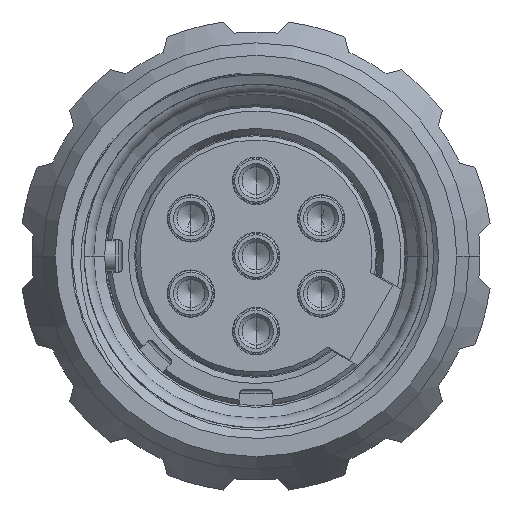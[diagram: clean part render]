
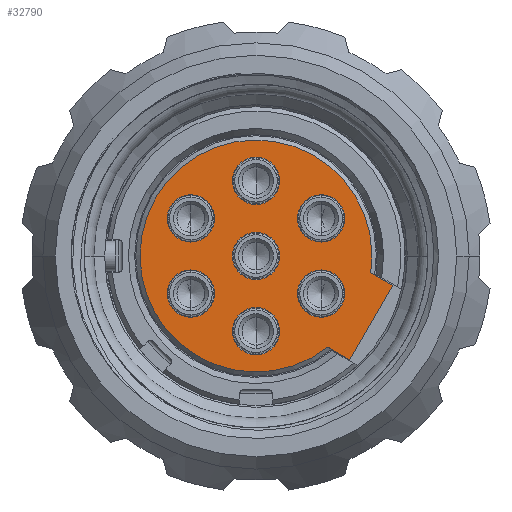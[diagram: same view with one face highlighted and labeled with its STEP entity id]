
A CAD part, left-side view. The second image highlights one B-rep face of the part: STEP entity #32790.
In plain terms, the highlighted face is planar.
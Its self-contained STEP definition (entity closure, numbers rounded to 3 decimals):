
#31392=CARTESIAN_POINT('',(2.5,3.5,0.));
#31393=DIRECTION('',(-1.,0.,0.));
#31394=DIRECTION('',(0.,1.,0.));
#31395=AXIS2_PLACEMENT_3D('',#31392,#31393,#31394);
#31400=CARTESIAN_POINT('',(2.5,3.5,0.));
#31401=DIRECTION('',(-1.,0.,0.));
#31402=DIRECTION('',(0.,-1.,0.));
#31403=AXIS2_PLACEMENT_3D('',#31400,#31401,#31402);
#31408=CARTESIAN_POINT('',(2.5,0.,0.));
#31409=DIRECTION('',(-1.,0.,0.));
#31410=DIRECTION('',(0.,1.,0.));
#31411=AXIS2_PLACEMENT_3D('',#31408,#31409,#31410);
#31416=CARTESIAN_POINT('',(2.5,0.,0.));
#31417=DIRECTION('',(-1.,0.,0.));
#31418=DIRECTION('',(0.,-1.,0.));
#31419=AXIS2_PLACEMENT_3D('',#31416,#31417,#31418);
#31424=CARTESIAN_POINT('',(2.5,-3.5,0.));
#31425=DIRECTION('',(-1.,0.,0.));
#31426=DIRECTION('',(0.,1.,0.));
#31427=AXIS2_PLACEMENT_3D('',#31424,#31425,#31426);
#31432=CARTESIAN_POINT('',(2.5,-3.5,0.));
#31433=DIRECTION('',(-1.,0.,0.));
#31434=DIRECTION('',(0.,-1.,0.));
#31435=AXIS2_PLACEMENT_3D('',#31432,#31433,#31434);
#31440=CARTESIAN_POINT('',(2.5,-1.75,-3.03));
#31441=DIRECTION('',(-1.,0.,0.));
#31442=DIRECTION('',(0.,1.,0.));
#31443=AXIS2_PLACEMENT_3D('',#31440,#31441,#31442);
#31448=CARTESIAN_POINT('',(2.5,-1.75,-3.03));
#31449=DIRECTION('',(-1.,0.,0.));
#31450=DIRECTION('',(0.,-1.,0.));
#31451=AXIS2_PLACEMENT_3D('',#31448,#31449,#31450);
#31456=CARTESIAN_POINT('',(2.5,1.75,-3.03));
#31457=DIRECTION('',(-1.,0.,0.));
#31458=DIRECTION('',(0.,1.,0.));
#31459=AXIS2_PLACEMENT_3D('',#31456,#31457,#31458);
#31464=CARTESIAN_POINT('',(2.5,1.75,-3.03));
#31465=DIRECTION('',(-1.,0.,0.));
#31466=DIRECTION('',(0.,-1.,0.));
#31467=AXIS2_PLACEMENT_3D('',#31464,#31465,#31466);
#31472=CARTESIAN_POINT('',(2.5,1.75,3.03));
#31473=DIRECTION('',(-1.,0.,0.));
#31474=DIRECTION('',(0.,1.,0.));
#31475=AXIS2_PLACEMENT_3D('',#31472,#31473,#31474);
#31480=CARTESIAN_POINT('',(2.5,1.75,3.03));
#31481=DIRECTION('',(-1.,0.,0.));
#31482=DIRECTION('',(0.,-1.,0.));
#31483=AXIS2_PLACEMENT_3D('',#31480,#31481,#31482);
#31488=CARTESIAN_POINT('',(2.5,-1.75,3.03));
#31489=DIRECTION('',(-1.,0.,0.));
#31490=DIRECTION('',(0.,1.,0.));
#31491=AXIS2_PLACEMENT_3D('',#31488,#31489,#31490);
#31496=CARTESIAN_POINT('',(2.5,-1.75,3.03));
#31497=DIRECTION('',(-1.,0.,0.));
#31498=DIRECTION('',(0.,-1.,0.));
#31499=AXIS2_PLACEMENT_3D('',#31496,#31497,#31498);
#31504=DIRECTION('',(0.,0.,1.));
#31505=VECTOR('',#31504,4.);
#31506=CARTESIAN_POINT('',(2.5,-6.2,-2.));
#31507=LINE('2048',#31506,#31505);
#32245=CARTESIAN_POINT('',(2.5,0.,0.));
#32246=DIRECTION('',(-1.,0.,0.));
#32247=DIRECTION('',(0.,-0.929,0.37));
#32248=AXIS2_PLACEMENT_3D('',#32245,#32246,#32247);
#32286=DIRECTION('',(0.,-1.,0.));
#32287=VECTOR('',#32286,1.184);
#32288=CARTESIAN_POINT('',(2.5,-5.016,2.));
#32289=LINE('2164',#32288,#32287);
#32341=DIRECTION('',(0.,1.,0.));
#32342=VECTOR('',#32341,1.184);
#32343=CARTESIAN_POINT('',(2.5,-6.2,-2.));
#32344=LINE('2165',#32343,#32342);
#32389=CARTESIAN_POINT('',(2.5,4.6,0.));
#32390=CARTESIAN_POINT('',(2.5,2.4,0.));
#32391=VERTEX_POINT('',#32389);
#32392=VERTEX_POINT('',#32390);
#32413=CARTESIAN_POINT('',(2.5,1.1,0.));
#32414=CARTESIAN_POINT('',(2.5,-1.1,0.));
#32415=VERTEX_POINT('',#32413);
#32416=VERTEX_POINT('',#32414);
#32437=CARTESIAN_POINT('',(2.5,-2.4,0.));
#32438=CARTESIAN_POINT('',(2.5,-4.6,0.));
#32439=VERTEX_POINT('',#32437);
#32440=VERTEX_POINT('',#32438);
#32461=CARTESIAN_POINT('',(2.5,-0.65,-3.03));
#32462=CARTESIAN_POINT('',(2.5,-2.85,-3.03));
#32463=VERTEX_POINT('',#32461);
#32464=VERTEX_POINT('',#32462);
#32485=CARTESIAN_POINT('',(2.5,2.85,-3.03));
#32486=CARTESIAN_POINT('',(2.5,0.65,-3.03));
#32487=VERTEX_POINT('',#32485);
#32488=VERTEX_POINT('',#32486);
#32509=CARTESIAN_POINT('',(2.5,2.85,3.03));
#32510=CARTESIAN_POINT('',(2.5,0.65,3.03));
#32511=VERTEX_POINT('',#32509);
#32512=VERTEX_POINT('',#32510);
#32533=CARTESIAN_POINT('',(2.5,-0.65,3.03));
#32534=CARTESIAN_POINT('',(2.5,-2.85,3.03));
#32535=VERTEX_POINT('',#32533);
#32536=VERTEX_POINT('',#32534);
#32541=CARTESIAN_POINT('',(2.5,-6.2,-2.));
#32542=CARTESIAN_POINT('',(2.5,-6.2,2.));
#32543=VERTEX_POINT('',#32541);
#32544=VERTEX_POINT('',#32542);
#32553=CARTESIAN_POINT('',(2.5,-5.016,2.));
#32554=CARTESIAN_POINT('',(2.5,-5.016,-2.));
#32555=VERTEX_POINT('',#32553);
#32556=VERTEX_POINT('',#32554);
#32734=CARTESIAN_POINT('',(2.5,0.,0.));
#32735=DIRECTION('',(1.,0.,0.));
#32736=DIRECTION('',(0.,-1.,0.));
#32737=AXIS2_PLACEMENT_3D('',#32734,#32735,#32736);
#32738=PLANE('24',#32737);
#32740=ORIENTED_EDGE('2152',*,*,#32739,.T.);
#32742=ORIENTED_EDGE('2165',*,*,#32741,.F.);
#32744=ORIENTED_EDGE('2048',*,*,#32743,.T.);
#32746=ORIENTED_EDGE('2164',*,*,#32745,.F.);
#32747=EDGE_LOOP('24',(#32740,#32742,#32744,#32746));
#32748=FACE_OUTER_BOUND('24',#32747,.F.);
#32750=ORIENTED_EDGE('493',*,*,#32749,.F.);
#32752=ORIENTED_EDGE('494',*,*,#32751,.F.);
#32753=EDGE_LOOP('24',(#32750,#32752));
#32754=FACE_BOUND('24',#32753,.F.);
#32756=ORIENTED_EDGE('576',*,*,#32755,.F.);
#32758=ORIENTED_EDGE('577',*,*,#32757,.F.);
#32759=EDGE_LOOP('24',(#32756,#32758));
#32760=FACE_BOUND('24',#32759,.F.);
#32762=ORIENTED_EDGE('742',*,*,#32761,.F.);
#32764=ORIENTED_EDGE('743',*,*,#32763,.F.);
#32765=EDGE_LOOP('24',(#32762,#32764));
#32766=FACE_BOUND('24',#32765,.F.);
#32768=ORIENTED_EDGE('1482',*,*,#32767,.F.);
#32770=ORIENTED_EDGE('1483',*,*,#32769,.F.);
#32771=EDGE_LOOP('24',(#32768,#32770));
#32772=FACE_BOUND('24',#32771,.F.);
#32774=ORIENTED_EDGE('1566',*,*,#32773,.F.);
#32776=ORIENTED_EDGE('1567',*,*,#32775,.F.);
#32777=EDGE_LOOP('24',(#32774,#32776));
#32778=FACE_BOUND('24',#32777,.F.);
#32780=ORIENTED_EDGE('1650',*,*,#32779,.F.);
#32782=ORIENTED_EDGE('1651',*,*,#32781,.F.);
#32783=EDGE_LOOP('24',(#32780,#32782));
#32784=FACE_BOUND('24',#32783,.F.);
#32785=ORIENTED_EDGE('242',*,*,#32724,.F.);
#32787=ORIENTED_EDGE('243',*,*,#32786,.F.);
#32788=EDGE_LOOP('24',(#32785,#32787));
#32789=FACE_BOUND('24',#32788,.F.);
#31396=CIRCLE('242',#31395,1.1);
#31404=CIRCLE('243',#31403,1.1);
#31412=CIRCLE('493',#31411,1.1);
#31420=CIRCLE('494',#31419,1.1);
#31428=CIRCLE('576',#31427,1.1);
#31436=CIRCLE('577',#31435,1.1);
#31444=CIRCLE('742',#31443,1.1);
#31452=CIRCLE('743',#31451,1.1);
#31460=CIRCLE('1482',#31459,1.1);
#31468=CIRCLE('1483',#31467,1.1);
#31476=CIRCLE('1566',#31475,1.1);
#31484=CIRCLE('1567',#31483,1.1);
#31492=CIRCLE('1650',#31491,1.1);
#31500=CIRCLE('1651',#31499,1.1);
#32249=CIRCLE('2152',#32248,5.4);
#32724=EDGE_CURVE('242',#32391,#32392,#31396,.T.);
#32739=EDGE_CURVE('2152',#32555,#32556,#32249,.T.);
#32741=EDGE_CURVE('2165',#32543,#32556,#32344,.T.);
#32743=EDGE_CURVE('2048',#32543,#32544,#31507,.T.);
#32745=EDGE_CURVE('2164',#32555,#32544,#32289,.T.);
#32749=EDGE_CURVE('493',#32415,#32416,#31412,.T.);
#32751=EDGE_CURVE('494',#32416,#32415,#31420,.T.);
#32755=EDGE_CURVE('576',#32439,#32440,#31428,.T.);
#32757=EDGE_CURVE('577',#32440,#32439,#31436,.T.);
#32761=EDGE_CURVE('742',#32463,#32464,#31444,.T.);
#32763=EDGE_CURVE('743',#32464,#32463,#31452,.T.);
#32767=EDGE_CURVE('1482',#32487,#32488,#31460,.T.);
#32769=EDGE_CURVE('1483',#32488,#32487,#31468,.T.);
#32773=EDGE_CURVE('1566',#32511,#32512,#31476,.T.);
#32775=EDGE_CURVE('1567',#32512,#32511,#31484,.T.);
#32779=EDGE_CURVE('1650',#32535,#32536,#31492,.T.);
#32781=EDGE_CURVE('1651',#32536,#32535,#31500,.T.);
#32786=EDGE_CURVE('243',#32392,#32391,#31404,.T.);
#32790=ADVANCED_FACE('24',(#32748,#32754,#32760,#32766,#32772,#32778,#32784,
#32789),#32738,.T.);
